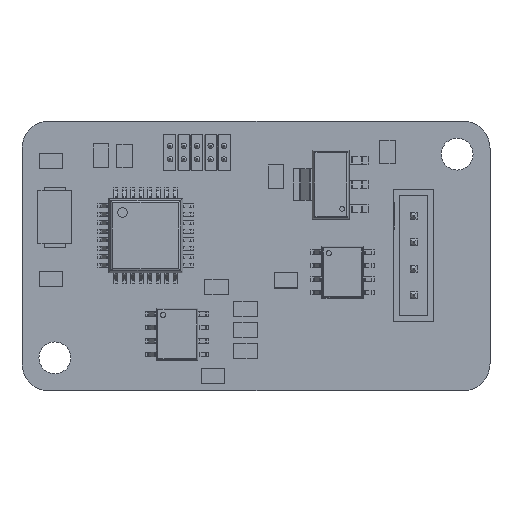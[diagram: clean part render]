
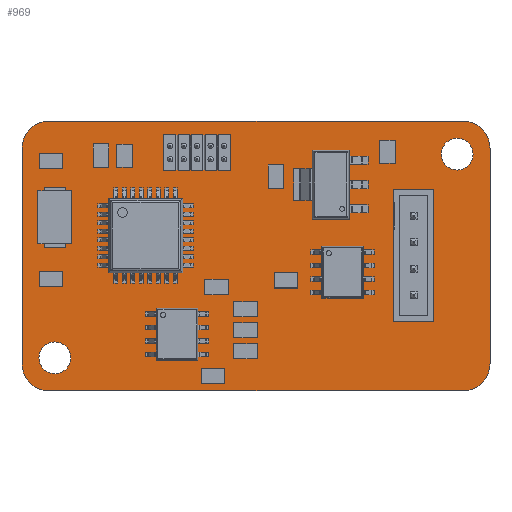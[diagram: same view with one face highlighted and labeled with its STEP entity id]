
A CAD part, top view. The second image highlights one B-rep face of the part: STEP entity #969.
In plain terms, the highlighted planar face has unit normal (0, 0, 1).
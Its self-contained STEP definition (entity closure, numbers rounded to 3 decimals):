
#128 = VERTEX_POINT('',#129);
#129 = CARTESIAN_POINT('',(2.54,0.,0.411));
#135 = EDGE_CURVE('',#128,#136,#138,.T.);
#136 = VERTEX_POINT('',#137);
#137 = CARTESIAN_POINT('',(0.,2.54,0.411));
#138 = CIRCLE('',#139,2.54);
#139 = AXIS2_PLACEMENT_3D('',#140,#141,#142);
#140 = CARTESIAN_POINT('',(2.54,2.54,0.411));
#141 = DIRECTION('',(0.,0.,-1.));
#142 = DIRECTION('',(0.,-1.,0.));
#168 = EDGE_CURVE('',#136,#169,#171,.T.);
#169 = VERTEX_POINT('',#170);
#170 = CARTESIAN_POINT('',(0.,22.88,0.411)
  );
#171 = LINE('',#172,#173);
#172 = CARTESIAN_POINT('',(0.,2.54,0.411));
#173 = VECTOR('',#174,1.);
#174 = DIRECTION('',(0.,1.,0.));
#199 = EDGE_CURVE('',#169,#200,#202,.T.);
#200 = VERTEX_POINT('',#201);
#201 = CARTESIAN_POINT('',(2.54,25.42,0.411));
#202 = CIRCLE('',#203,2.54);
#203 = AXIS2_PLACEMENT_3D('',#204,#205,#206);
#204 = CARTESIAN_POINT('',(2.54,22.88,0.411));
#205 = DIRECTION('',(0.,0.,-1.));
#206 = DIRECTION('',(-1.,0.,0.));
#232 = EDGE_CURVE('',#200,#233,#235,.T.);
#233 = VERTEX_POINT('',#234);
#234 = CARTESIAN_POINT('',(41.604,25.42,0.411));
#235 = LINE('',#236,#237);
#236 = CARTESIAN_POINT('',(2.54,25.42,0.411));
#237 = VECTOR('',#238,1.);
#238 = DIRECTION('',(1.,0.,0.));
#263 = EDGE_CURVE('',#233,#264,#266,.T.);
#264 = VERTEX_POINT('',#265);
#265 = CARTESIAN_POINT('',(44.144,22.88,0.411));
#266 = CIRCLE('',#267,2.54);
#267 = AXIS2_PLACEMENT_3D('',#268,#269,#270);
#268 = CARTESIAN_POINT('',(41.604,22.88,0.411));
#269 = DIRECTION('',(0.,0.,-1.));
#270 = DIRECTION('',(0.,1.,0.));
#296 = EDGE_CURVE('',#264,#297,#299,.T.);
#297 = VERTEX_POINT('',#298);
#298 = CARTESIAN_POINT('',(44.144,2.54,0.411));
#299 = LINE('',#300,#301);
#300 = CARTESIAN_POINT('',(44.144,22.88,0.411));
#301 = VECTOR('',#302,1.);
#302 = DIRECTION('',(0.,-1.,0.));
#327 = EDGE_CURVE('',#297,#328,#330,.T.);
#328 = VERTEX_POINT('',#329);
#329 = CARTESIAN_POINT('',(41.604,0.,0.411)
  );
#330 = CIRCLE('',#331,2.54);
#331 = AXIS2_PLACEMENT_3D('',#332,#333,#334);
#332 = CARTESIAN_POINT('',(41.604,2.54,0.411));
#333 = DIRECTION('',(0.,0.,-1.));
#334 = DIRECTION('',(1.,0.,0.));
#360 = EDGE_CURVE('',#328,#128,#361,.T.);
#361 = LINE('',#362,#363);
#362 = CARTESIAN_POINT('',(41.604,0.,0.411));
#363 = VECTOR('',#364,1.);
#364 = DIRECTION('',(-1.,0.,0.));
#384 = VERTEX_POINT('',#385);
#385 = CARTESIAN_POINT('',(4.6,3.1,0.411));
#391 = EDGE_CURVE('',#384,#384,#392,.T.);
#392 = CIRCLE('',#393,1.5);
#393 = AXIS2_PLACEMENT_3D('',#394,#395,#396);
#394 = CARTESIAN_POINT('',(3.1,3.1,0.411));
#395 = DIRECTION('',(0.,0.,1.));
#396 = DIRECTION('',(1.,0.,0.));
#417 = VERTEX_POINT('',#418);
#418 = CARTESIAN_POINT('',(14.332,21.824,0.411));
#424 = EDGE_CURVE('',#417,#417,#425,.T.);
#425 = CIRCLE('',#426,0.35);
#426 = AXIS2_PLACEMENT_3D('',#427,#428,#429);
#427 = CARTESIAN_POINT('',(13.982,21.824,0.411));
#428 = DIRECTION('',(0.,0.,1.));
#429 = DIRECTION('',(1.,0.,0.));
#450 = VERTEX_POINT('',#451);
#451 = CARTESIAN_POINT('',(18.142,21.824,0.411));
#457 = EDGE_CURVE('',#450,#450,#458,.T.);
#458 = CIRCLE('',#459,0.35);
#459 = AXIS2_PLACEMENT_3D('',#460,#461,#462);
#460 = CARTESIAN_POINT('',(17.792,21.824,0.411));
#461 = DIRECTION('',(0.,0.,1.));
#462 = DIRECTION('',(1.,0.,0.));
#483 = VERTEX_POINT('',#484);
#484 = CARTESIAN_POINT('',(15.602,21.824,0.411));
#490 = EDGE_CURVE('',#483,#483,#491,.T.);
#491 = CIRCLE('',#492,0.35);
#492 = AXIS2_PLACEMENT_3D('',#493,#494,#495);
#493 = CARTESIAN_POINT('',(15.252,21.824,0.411));
#494 = DIRECTION('',(0.,0.,1.));
#495 = DIRECTION('',(1.,0.,0.));
#516 = VERTEX_POINT('',#517);
#517 = CARTESIAN_POINT('',(15.602,23.094,0.411));
#523 = EDGE_CURVE('',#516,#516,#524,.T.);
#524 = CIRCLE('',#525,0.35);
#525 = AXIS2_PLACEMENT_3D('',#526,#527,#528);
#526 = CARTESIAN_POINT('',(15.252,23.094,0.411));
#527 = DIRECTION('',(0.,0.,1.));
#528 = DIRECTION('',(1.,0.,0.));
#549 = VERTEX_POINT('',#550);
#550 = CARTESIAN_POINT('',(14.332,23.094,0.411));
#556 = EDGE_CURVE('',#549,#549,#557,.T.);
#557 = CIRCLE('',#558,0.35);
#558 = AXIS2_PLACEMENT_3D('',#559,#560,#561);
#559 = CARTESIAN_POINT('',(13.982,23.094,0.411));
#560 = DIRECTION('',(0.,0.,1.));
#561 = DIRECTION('',(1.,0.,0.));
#582 = VERTEX_POINT('',#583);
#583 = CARTESIAN_POINT('',(16.872,21.824,0.411));
#589 = EDGE_CURVE('',#582,#582,#590,.T.);
#590 = CIRCLE('',#591,0.35);
#591 = AXIS2_PLACEMENT_3D('',#592,#593,#594);
#592 = CARTESIAN_POINT('',(16.522,21.824,0.411));
#593 = DIRECTION('',(0.,0.,1.));
#594 = DIRECTION('',(1.,0.,0.));
#615 = VERTEX_POINT('',#616);
#616 = CARTESIAN_POINT('',(16.872,23.094,0.411));
#622 = EDGE_CURVE('',#615,#615,#623,.T.);
#623 = CIRCLE('',#624,0.35);
#624 = AXIS2_PLACEMENT_3D('',#625,#626,#627);
#625 = CARTESIAN_POINT('',(16.522,23.094,0.411));
#626 = DIRECTION('',(0.,0.,1.));
#627 = DIRECTION('',(1.,0.,0.));
#648 = VERTEX_POINT('',#649);
#649 = CARTESIAN_POINT('',(37.502,13.992,0.411));
#655 = EDGE_CURVE('',#648,#648,#656,.T.);
#656 = CIRCLE('',#657,0.55);
#657 = AXIS2_PLACEMENT_3D('',#658,#659,#660);
#658 = CARTESIAN_POINT('',(36.952,13.992,0.411));
#659 = DIRECTION('',(0.,0.,1.));
#660 = DIRECTION('',(1.,0.,0.));
#681 = VERTEX_POINT('',#682);
#682 = CARTESIAN_POINT('',(37.502,16.492,0.411));
#688 = EDGE_CURVE('',#681,#681,#689,.T.);
#689 = CIRCLE('',#690,0.55);
#690 = AXIS2_PLACEMENT_3D('',#691,#692,#693);
#691 = CARTESIAN_POINT('',(36.952,16.492,0.411));
#692 = DIRECTION('',(0.,0.,1.));
#693 = DIRECTION('',(1.,0.,0.));
#714 = VERTEX_POINT('',#715);
#715 = CARTESIAN_POINT('',(37.502,8.992,0.411));
#721 = EDGE_CURVE('',#714,#714,#722,.T.);
#722 = CIRCLE('',#723,0.55);
#723 = AXIS2_PLACEMENT_3D('',#724,#725,#726);
#724 = CARTESIAN_POINT('',(36.952,8.992,0.411));
#725 = DIRECTION('',(0.,0.,1.));
#726 = DIRECTION('',(1.,0.,0.));
#747 = VERTEX_POINT('',#748);
#748 = CARTESIAN_POINT('',(37.502,11.492,0.411));
#754 = EDGE_CURVE('',#747,#747,#755,.T.);
#755 = CIRCLE('',#756,0.55);
#756 = AXIS2_PLACEMENT_3D('',#757,#758,#759);
#757 = CARTESIAN_POINT('',(36.952,11.492,0.411));
#758 = DIRECTION('',(0.,0.,1.));
#759 = DIRECTION('',(1.,0.,0.));
#780 = VERTEX_POINT('',#781);
#781 = CARTESIAN_POINT('',(19.412,21.824,0.411));
#787 = EDGE_CURVE('',#780,#780,#788,.T.);
#788 = CIRCLE('',#789,0.35);
#789 = AXIS2_PLACEMENT_3D('',#790,#791,#792);
#790 = CARTESIAN_POINT('',(19.062,21.824,0.411));
#791 = DIRECTION('',(0.,0.,1.));
#792 = DIRECTION('',(1.,0.,0.));
#813 = VERTEX_POINT('',#814);
#814 = CARTESIAN_POINT('',(18.142,23.094,0.411));
#820 = EDGE_CURVE('',#813,#813,#821,.T.);
#821 = CIRCLE('',#822,0.35);
#822 = AXIS2_PLACEMENT_3D('',#823,#824,#825);
#823 = CARTESIAN_POINT('',(17.792,23.094,0.411));
#824 = DIRECTION('',(0.,0.,1.));
#825 = DIRECTION('',(1.,0.,0.));
#846 = VERTEX_POINT('',#847);
#847 = CARTESIAN_POINT('',(19.412,23.094,0.411));
#853 = EDGE_CURVE('',#846,#846,#854,.T.);
#854 = CIRCLE('',#855,0.35);
#855 = AXIS2_PLACEMENT_3D('',#856,#857,#858);
#856 = CARTESIAN_POINT('',(19.062,23.094,0.411));
#857 = DIRECTION('',(0.,0.,1.));
#858 = DIRECTION('',(1.,0.,0.));
#879 = VERTEX_POINT('',#880);
#880 = CARTESIAN_POINT('',(42.544,22.32,0.411));
#886 = EDGE_CURVE('',#879,#879,#887,.T.);
#887 = CIRCLE('',#888,1.5);
#888 = AXIS2_PLACEMENT_3D('',#889,#890,#891);
#889 = CARTESIAN_POINT('',(41.044,22.32,0.411));
#890 = DIRECTION('',(0.,0.,1.));
#891 = DIRECTION('',(1.,0.,0.));
#969 = ADVANCED_FACE('',(#970,#980,#983,#986,#989,#992,#995,#998,#1001,
    #1004,#1007,#1010,#1013,#1016,#1019,#1022,#1025),#1028,.T.);
#970 = FACE_BOUND('',#971,.F.);
#971 = EDGE_LOOP('',(#972,#973,#974,#975,#976,#977,#978,#979));
#972 = ORIENTED_EDGE('',*,*,#135,.T.);
#973 = ORIENTED_EDGE('',*,*,#168,.T.);
#974 = ORIENTED_EDGE('',*,*,#199,.T.);
#975 = ORIENTED_EDGE('',*,*,#232,.T.);
#976 = ORIENTED_EDGE('',*,*,#263,.T.);
#977 = ORIENTED_EDGE('',*,*,#296,.T.);
#978 = ORIENTED_EDGE('',*,*,#327,.T.);
#979 = ORIENTED_EDGE('',*,*,#360,.T.);
#980 = FACE_BOUND('',#981,.T.);
#981 = EDGE_LOOP('',(#982));
#982 = ORIENTED_EDGE('',*,*,#391,.F.);
#983 = FACE_BOUND('',#984,.T.);
#984 = EDGE_LOOP('',(#985));
#985 = ORIENTED_EDGE('',*,*,#424,.F.);
#986 = FACE_BOUND('',#987,.T.);
#987 = EDGE_LOOP('',(#988));
#988 = ORIENTED_EDGE('',*,*,#457,.F.);
#989 = FACE_BOUND('',#990,.T.);
#990 = EDGE_LOOP('',(#991));
#991 = ORIENTED_EDGE('',*,*,#490,.F.);
#992 = FACE_BOUND('',#993,.T.);
#993 = EDGE_LOOP('',(#994));
#994 = ORIENTED_EDGE('',*,*,#523,.F.);
#995 = FACE_BOUND('',#996,.T.);
#996 = EDGE_LOOP('',(#997));
#997 = ORIENTED_EDGE('',*,*,#556,.F.);
#998 = FACE_BOUND('',#999,.T.);
#999 = EDGE_LOOP('',(#1000));
#1000 = ORIENTED_EDGE('',*,*,#589,.F.);
#1001 = FACE_BOUND('',#1002,.T.);
#1002 = EDGE_LOOP('',(#1003));
#1003 = ORIENTED_EDGE('',*,*,#622,.F.);
#1004 = FACE_BOUND('',#1005,.T.);
#1005 = EDGE_LOOP('',(#1006));
#1006 = ORIENTED_EDGE('',*,*,#655,.F.);
#1007 = FACE_BOUND('',#1008,.T.);
#1008 = EDGE_LOOP('',(#1009));
#1009 = ORIENTED_EDGE('',*,*,#688,.F.);
#1010 = FACE_BOUND('',#1011,.T.);
#1011 = EDGE_LOOP('',(#1012));
#1012 = ORIENTED_EDGE('',*,*,#721,.F.);
#1013 = FACE_BOUND('',#1014,.T.);
#1014 = EDGE_LOOP('',(#1015));
#1015 = ORIENTED_EDGE('',*,*,#754,.F.);
#1016 = FACE_BOUND('',#1017,.T.);
#1017 = EDGE_LOOP('',(#1018));
#1018 = ORIENTED_EDGE('',*,*,#787,.F.);
#1019 = FACE_BOUND('',#1020,.T.);
#1020 = EDGE_LOOP('',(#1021));
#1021 = ORIENTED_EDGE('',*,*,#820,.F.);
#1022 = FACE_BOUND('',#1023,.T.);
#1023 = EDGE_LOOP('',(#1024));
#1024 = ORIENTED_EDGE('',*,*,#853,.F.);
#1025 = FACE_BOUND('',#1026,.T.);
#1026 = EDGE_LOOP('',(#1027));
#1027 = ORIENTED_EDGE('',*,*,#886,.F.);
#1028 = PLANE('',#1029);
#1029 = AXIS2_PLACEMENT_3D('',#1030,#1031,#1032);
#1030 = CARTESIAN_POINT('',(2.54,0.,0.411));
#1031 = DIRECTION('',(0.,0.,1.));
#1032 = DIRECTION('',(1.,0.,0.));
